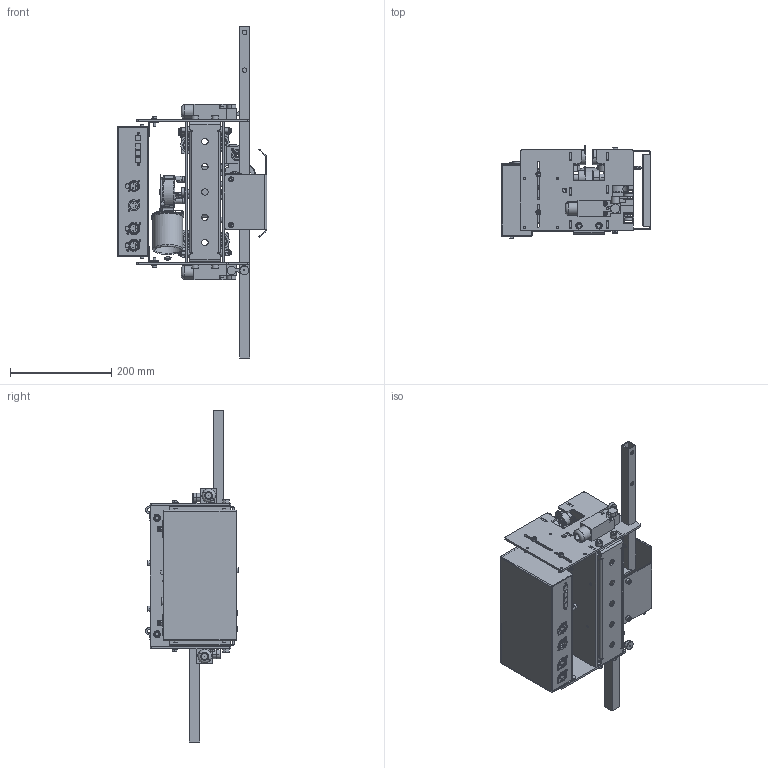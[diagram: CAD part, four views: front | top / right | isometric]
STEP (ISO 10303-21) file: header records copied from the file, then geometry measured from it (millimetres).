
FILE_DESCRIPTION (( 'STEP AP214' ), '1' );
FILE_NAME ('355.001.002_Main_Assembly.STEP', '2022-05-25T08:15:41', ( '' ), ( '' ), 'SwSTEP 2.0', 'SolidWorks 2022', '' );
FILE_SCHEMA (( 'AUTOMOTIVE_DESIGN' ));
Length unit declared in the file: millimetre
Products named in the file (1): 355.001.002_Main_Assembly
Bounding box: 295.7 x 183.09 x 657 mm (x, y, z)
Surface area: 994052.3 mm2 (no closed solid volume)
Topology: 0 solids, 240 shells, 1934 faces, 6871 edges, 5037 vertices
Faces by surface type: plane 865, cylinder 789, cone 127, torus 109, bspline 42, sphere 2
Entity records: 101826 total; most frequent: CARTESIAN_POINT 21449, DIRECTION 12649, ORIENTED_EDGE 10528, EDGE_CURVE 6848, VERTEX_POINT 5037, AXIS2_PLACEMENT_3D 4588, LINE 3473, VECTOR 3473
